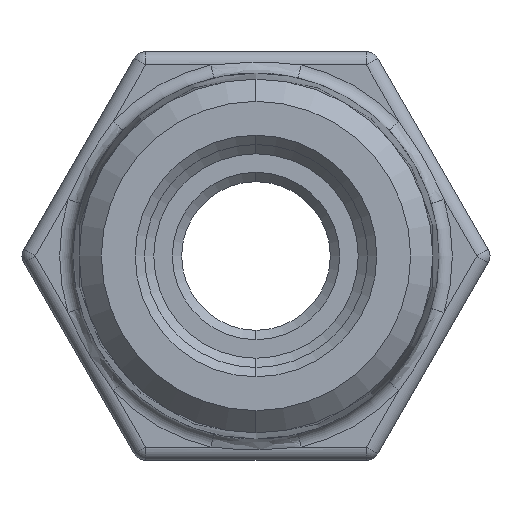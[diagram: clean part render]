
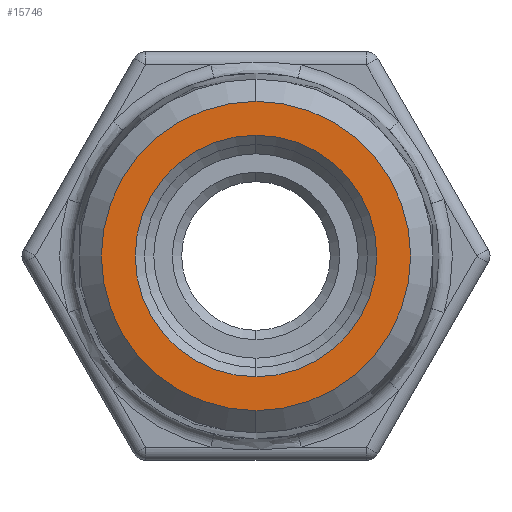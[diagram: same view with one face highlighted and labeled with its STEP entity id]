
A CAD part, left-side view. The second image highlights one B-rep face of the part: STEP entity #15746.
In plain terms, the highlighted planar face has unit normal (-1, 0, 0).
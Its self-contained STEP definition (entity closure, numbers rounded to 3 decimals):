
#770 = CIRCLE ( 'NONE', #16826, 3.25 ) ;
#840 = ORIENTED_EDGE ( 'NONE', *, *, #6845, .T. ) ;
#1144 = VERTEX_POINT ( 'NONE', #15641 ) ;
#1658 = EDGE_CURVE ( 'NONE', #2786, #1144, #770, .T. ) ;
#2282 = EDGE_LOOP ( 'NONE', ( #5873, #14223 ) ) ;
#2786 = VERTEX_POINT ( 'NONE', #11443 ) ;
#2919 = CIRCLE ( 'NONE', #16798, 4.16 ) ;
#3826 = DIRECTION ( 'NONE',  ( 1., 0., 0. ) ) ;
#3960 = CARTESIAN_POINT ( 'NONE',  ( -5.82, 0., 0. ) ) ;
#5157 = DIRECTION ( 'NONE',  ( 0., 0., -1. ) ) ;
#5873 = ORIENTED_EDGE ( 'NONE', *, *, #8282, .T. ) ;
#6026 = VERTEX_POINT ( 'NONE', #12553 ) ;
#6124 = EDGE_CURVE ( 'NONE', #6026, #11882, #2919, .T. ) ;
#6558 = FACE_OUTER_BOUND ( 'NONE', #11161, .T. ) ;
#6845 = EDGE_CURVE ( 'NONE', #11882, #6026, #13350, .T. ) ;
#7356 = CARTESIAN_POINT ( 'NONE',  ( -5.82, 0., 0. ) ) ;
#7896 = DIRECTION ( 'NONE',  ( -1., 0., 0. ) ) ;
#8282 = EDGE_CURVE ( 'NONE', #1144, #2786, #10817, .T. ) ;
#8682 = DIRECTION ( 'NONE',  ( 0., 0., -1. ) ) ;
#9098 = CARTESIAN_POINT ( 'NONE',  ( -5.82, 0., 0. ) ) ;
#10030 = PLANE ( 'NONE',  #14883 ) ;
#10087 = FACE_BOUND ( 'NONE', #2282, .T. ) ;
#10719 = CARTESIAN_POINT ( 'NONE',  ( -5.82, 0., 4.16 ) ) ;
#10817 = CIRCLE ( 'NONE', #14707, 3.25 ) ;
#11161 = EDGE_LOOP ( 'NONE', ( #12654, #840 ) ) ;
#11316 = DIRECTION ( 'NONE',  ( 1., 0., 0. ) ) ;
#11373 = CARTESIAN_POINT ( 'NONE',  ( -5.82, 3., 0. ) ) ;
#11443 = CARTESIAN_POINT ( 'NONE',  ( -5.82, 0., -3.25 ) ) ;
#11680 = AXIS2_PLACEMENT_3D ( 'NONE', #7356, #15475, #12712 ) ;
#11882 = VERTEX_POINT ( 'NONE', #10719 ) ;
#12553 = CARTESIAN_POINT ( 'NONE',  ( -5.82, 0., -4.16 ) ) ;
#12654 = ORIENTED_EDGE ( 'NONE', *, *, #6124, .T. ) ;
#12712 = DIRECTION ( 'NONE',  ( 0., 0., 1. ) ) ;
#12917 = CARTESIAN_POINT ( 'NONE',  ( -5.82, 0., 0. ) ) ;
#13350 = CIRCLE ( 'NONE', #11680, 4.16 ) ;
#14223 = ORIENTED_EDGE ( 'NONE', *, *, #1658, .T. ) ;
#14285 = DIRECTION ( 'NONE',  ( 1., 0., 0. ) ) ;
#14611 = DIRECTION ( 'NONE',  ( 0., 0., 1. ) ) ;
#14634 = DIRECTION ( 'NONE',  ( 0., 0., -1. ) ) ;
#14707 = AXIS2_PLACEMENT_3D ( 'NONE', #9098, #3826, #5157 ) ;
#14883 = AXIS2_PLACEMENT_3D ( 'NONE', #11373, #11316, #8682 ) ;
#15475 = DIRECTION ( 'NONE',  ( -1., 0., 0. ) ) ;
#15641 = CARTESIAN_POINT ( 'NONE',  ( -5.82, 0., 3.25 ) ) ;
#15746 = ADVANCED_FACE ( 'NONE', ( #10087, #6558 ), #10030, .F. ) ;
#16798 = AXIS2_PLACEMENT_3D ( 'NONE', #3960, #7896, #14611 ) ;
#16826 = AXIS2_PLACEMENT_3D ( 'NONE', #12917, #14285, #14634 ) ;
